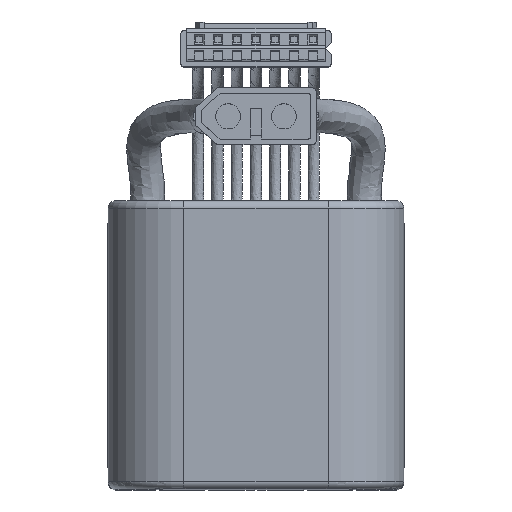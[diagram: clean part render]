
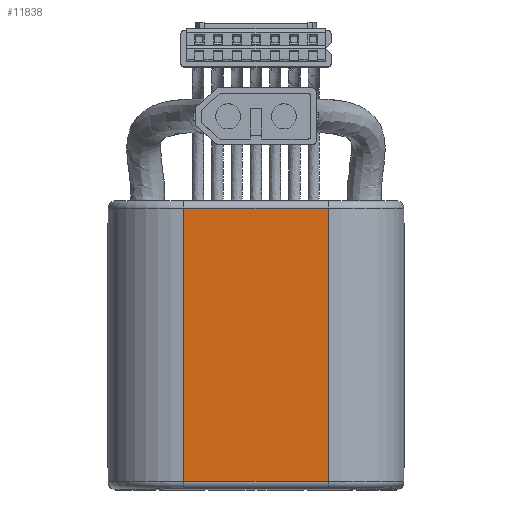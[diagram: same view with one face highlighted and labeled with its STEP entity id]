
A CAD part, top view. The second image highlights one B-rep face of the part: STEP entity #11838.
In plain terms, the highlighted planar face has unit normal (0, 0, 1).
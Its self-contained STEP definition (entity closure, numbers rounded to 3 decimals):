
#1594=FACE_OUTER_BOUND('',#2233,.T.);
#2233=EDGE_LOOP('',(#10744,#10745,#10746,#10747));
#3558=LINE('',#24671,#4884);
#3559=LINE('',#24684,#4885);
#3560=LINE('',#24691,#4886);
#3561=LINE('',#24693,#4887);
#4884=VECTOR('',#15156,10.);
#4885=VECTOR('',#15177,10.);
#4886=VECTOR('',#15190,10.);
#4887=VECTOR('',#15193,10.);
#4899=VERTEX_POINT('',#15264);
#4921=VERTEX_POINT('',#15350);
#5924=VERTEX_POINT('',#24678);
#5925=VERTEX_POINT('',#24682);
#7527=EDGE_CURVE('',#4921,#4899,#3558,.T.);
#7532=EDGE_CURVE('',#5925,#5924,#3559,.T.);
#7535=EDGE_CURVE('',#5924,#4921,#3560,.T.);
#7536=EDGE_CURVE('',#4899,#5925,#3561,.T.);
#10744=ORIENTED_EDGE('',*,*,#7532,.F.);
#10745=ORIENTED_EDGE('',*,*,#7536,.F.);
#10746=ORIENTED_EDGE('',*,*,#7527,.F.);
#10747=ORIENTED_EDGE('',*,*,#7535,.F.);
#11238=PLANE('',#12525);
#11838=ADVANCED_FACE('',(#1594),#11238,.T.);
#12525=AXIS2_PLACEMENT_3D('',#24692,#15191,#15192);
#15156=DIRECTION('',(-1.,0.,0.));
#15177=DIRECTION('',(1.,0.,0.));
#15190=DIRECTION('',(0.,-1.,0.));
#15191=DIRECTION('center_axis',(0.,0.,1.));
#15192=DIRECTION('ref_axis',(1.,0.,0.));
#15193=DIRECTION('',(0.,1.,0.));
#15264=CARTESIAN_POINT('',(-9.5,1.,39.));
#15350=CARTESIAN_POINT('',(9.5,1.,39.));
#24671=CARTESIAN_POINT('',(-9.75,1.,39.));
#24678=CARTESIAN_POINT('',(9.5,37.,39.));
#24682=CARTESIAN_POINT('',(-9.5,37.,39.));
#24684=CARTESIAN_POINT('',(-9.75,37.,39.));
#24691=CARTESIAN_POINT('',(9.5,0.,39.));
#24692=CARTESIAN_POINT('Origin',(-19.5,0.,39.));
#24693=CARTESIAN_POINT('',(-9.5,0.,39.));
